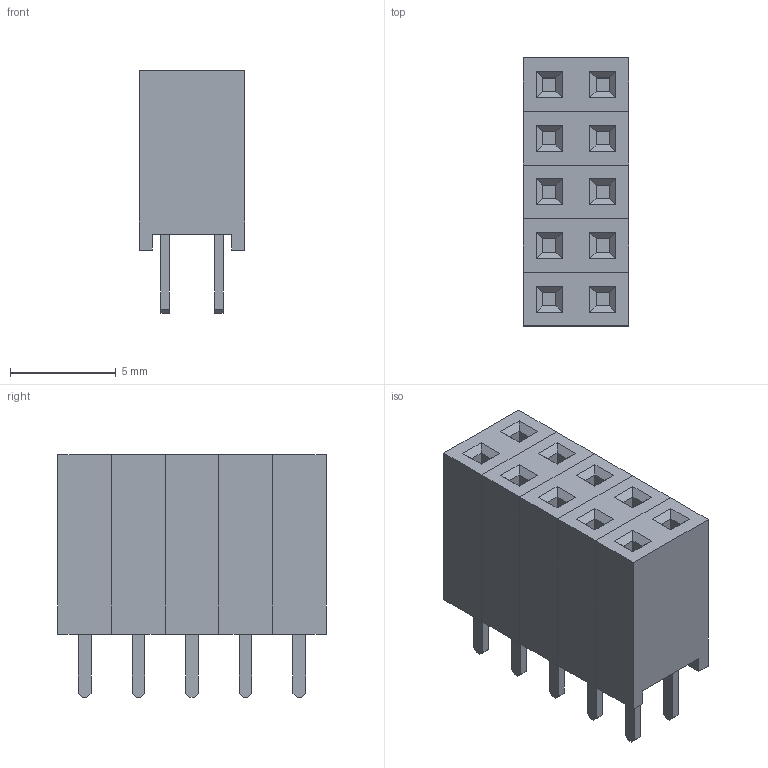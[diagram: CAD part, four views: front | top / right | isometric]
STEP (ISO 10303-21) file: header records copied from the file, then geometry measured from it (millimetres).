
FILE_DESCRIPTION(/* description */ (''),/* implementation_level */ '2;1');
FILE_NAME(/* name */ 'PBD-10.step',/* time_stamp */ '2021-11-04T16:56:23+03:00',/* author */ (''),/* organization */ (''),/* preprocessor_version */ 'ST-DEVELOPER v18.1',/* originating_system */ 'Autodesk Translation Framework v10.10.0.1391',/* authorisation */ '');
FILE_SCHEMA (('AUTOMOTIVE_DESIGN { 1 0 10303 214 3 1 1 }'));
Length unit declared in the file: millimetre
Products named in the file (1): PBD-10
Bounding box: 5 x 12.7 x 11.5 mm (x, y, z)
Volume: 486.8 mm3; surface area: 987.5 mm2
Topology: 15 solids, 15 shells, 220 faces, 500 edges, 320 vertices
Faces by surface type: plane 220
Entity records: 6017 total; most frequent: CARTESIAN_POINT 1041, ORIENTED_EDGE 1000, DIRECTION 942, LINE 500, VECTOR 500, EDGE_CURVE 500, VERTEX_POINT 320, EDGE_LOOP 230
